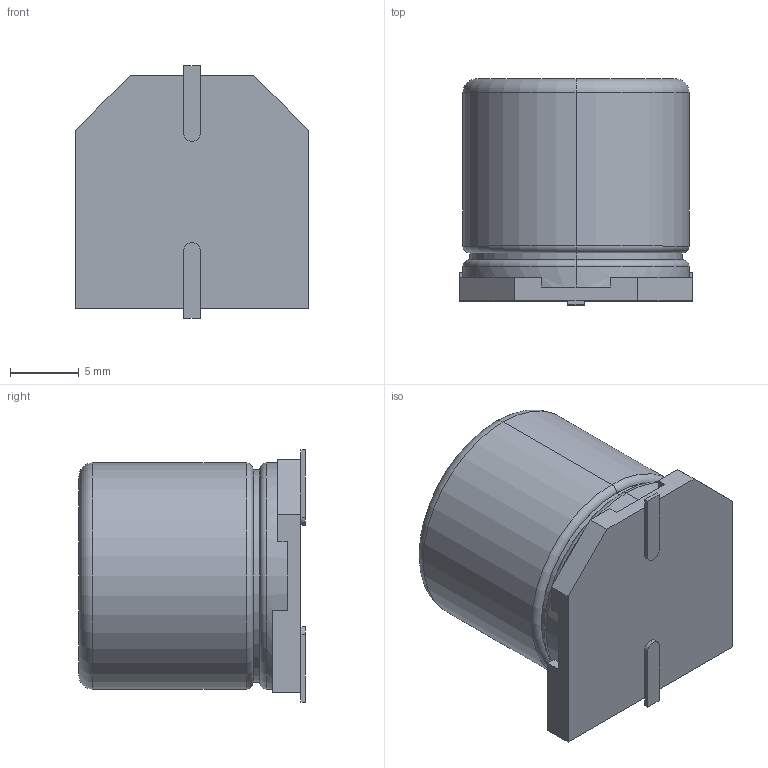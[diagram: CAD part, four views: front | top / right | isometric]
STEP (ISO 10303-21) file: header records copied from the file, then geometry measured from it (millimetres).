
FILE_DESCRIPTION (( 'STEP AP214' ), '1' );
FILE_NAME ('eld13.STEP', '2013-06-05T15:00:08', ( '' ), ( '' ), 'SwSTEP 2.0', 'SolidWorks 2011', '' );
FILE_SCHEMA (( 'AUTOMOTIVE_DESIGN' ));
Length unit declared in the file: millimetre
Products named in the file (1): eld13
Bounding box: 17 x 16.5 x 18.4 mm (x, y, z)
Volume: 3547.5 mm3; surface area: 1428.9 mm2
Topology: 1 solids, 1 shells, 54 faces, 140 edges, 90 vertices
Faces by surface type: plane 38, cylinder 10, torus 6
Entity records: 2272 total; most frequent: DIRECTION 290, CARTESIAN_POINT 285, ORIENTED_EDGE 280, EDGE_CURVE 140, LINE 100, VECTOR 100, AXIS2_PLACEMENT_3D 95, VERTEX_POINT 90
